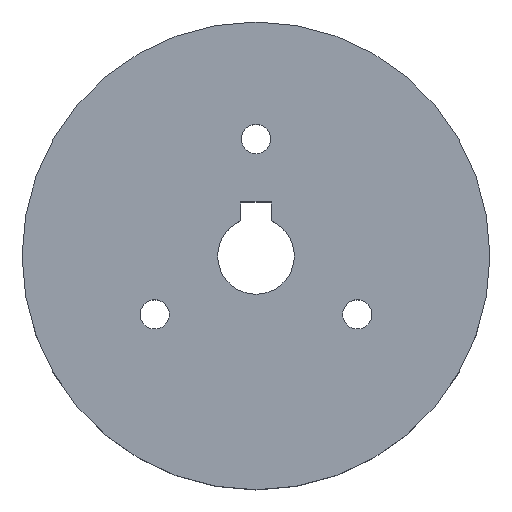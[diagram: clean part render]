
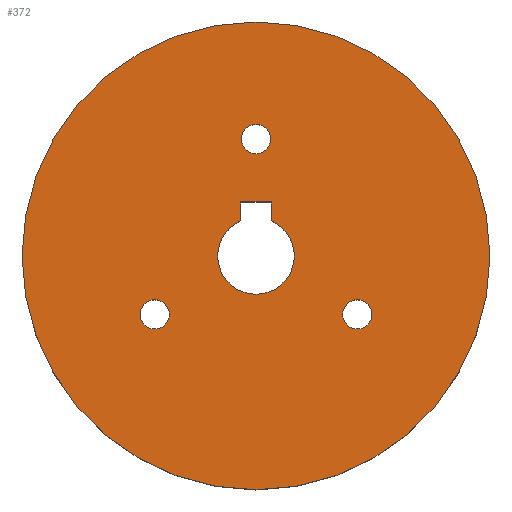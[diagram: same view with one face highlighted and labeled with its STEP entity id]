
A CAD part, top view. The second image highlights one B-rep face of the part: STEP entity #372.
In plain terms, the highlighted planar face has unit normal (0, 0, 1).
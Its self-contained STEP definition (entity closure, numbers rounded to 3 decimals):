
#8 = CARTESIAN_POINT ( 'NONE',  ( -7.41, -5., 10. ) ) ;
#10 = AXIS2_PLACEMENT_3D ( 'NONE', #498, #226, #420 ) ;
#15 = DIRECTION ( 'NONE',  ( 0., 0., 1. ) ) ;
#17 = DIRECTION ( 'NONE',  ( -1., 0., 0. ) ) ;
#18 = FACE_BOUND ( 'NONE', #193, .T. ) ;
#25 = DIRECTION ( 'NONE',  ( 1., 0., 0. ) ) ;
#26 = VERTEX_POINT ( 'NONE', #8 ) ;
#30 = DIRECTION ( 'NONE',  ( 0., 0., 1. ) ) ;
#38 = ORIENTED_EDGE ( 'NONE', *, *, #95, .F. ) ;
#40 = AXIS2_PLACEMENT_3D ( 'NONE', #443, #582, #25 ) ;
#41 = CARTESIAN_POINT ( 'NONE',  ( 20., 0., 10. ) ) ;
#45 = DIRECTION ( 'NONE',  ( 0., 0., 1. ) ) ;
#46 = EDGE_CURVE ( 'NONE', #520, #147, #49, .T. ) ;
#49 = LINE ( 'NONE', #236, #399 ) ;
#56 = DIRECTION ( 'NONE',  ( 0., 0., 1. ) ) ;
#70 = VECTOR ( 'NONE', #17, 1000. ) ;
#72 = CARTESIAN_POINT ( 'NONE',  ( 0., 4.616, 10. ) ) ;
#77 = ORIENTED_EDGE ( 'NONE', *, *, #278, .F. ) ;
#78 = AXIS2_PLACEMENT_3D ( 'NONE', #137, #15, #592 ) ;
#85 = CARTESIAN_POINT ( 'NONE',  ( -1.291, 4.616, 10. ) ) ;
#92 = CARTESIAN_POINT ( 'NONE',  ( 0., 10., 10. ) ) ;
#95 = EDGE_CURVE ( 'NONE', #512, #544, #543, .T. ) ;
#104 = ORIENTED_EDGE ( 'NONE', *, *, #446, .F. ) ;
#111 = VERTEX_POINT ( 'NONE', #363 ) ;
#113 = EDGE_CURVE ( 'NONE', #574, #421, #165, .T. ) ;
#114 = CARTESIAN_POINT ( 'NONE',  ( 0., 0., 10. ) ) ;
#118 = FACE_BOUND ( 'NONE', #491, .T. ) ;
#121 = FACE_BOUND ( 'NONE', #445, .T. ) ;
#126 = ORIENTED_EDGE ( 'NONE', *, *, #488, .T. ) ;
#131 = ORIENTED_EDGE ( 'NONE', *, *, #598, .F. ) ;
#137 = CARTESIAN_POINT ( 'NONE',  ( 0., 0., 10. ) ) ;
#141 = CIRCLE ( 'NONE', #556, 3.275 ) ;
#143 = VERTEX_POINT ( 'NONE', #403 ) ;
#144 = AXIS2_PLACEMENT_3D ( 'NONE', #340, #336, #469 ) ;
#147 = VERTEX_POINT ( 'NONE', #553 ) ;
#148 = CARTESIAN_POINT ( 'NONE',  ( 0., 10., 10. ) ) ;
#163 = CIRCLE ( 'NONE', #475, 1.25 ) ;
#164 = DIRECTION ( 'NONE',  ( 0., 0., 1. ) ) ;
#165 = CIRCLE ( 'NONE', #564, 1.25 ) ;
#167 = VERTEX_POINT ( 'NONE', #41 ) ;
#173 = AXIS2_PLACEMENT_3D ( 'NONE', #114, #164, #522 ) ;
#189 = VERTEX_POINT ( 'NONE', #243 ) ;
#193 = EDGE_LOOP ( 'NONE', ( #438, #561 ) ) ;
#195 = VECTOR ( 'NONE', #489, 1000. ) ;
#211 = AXIS2_PLACEMENT_3D ( 'NONE', #463, #548, #412 ) ;
#212 = CARTESIAN_POINT ( 'NONE',  ( 9.911, -5., 10. ) ) ;
#219 = EDGE_CURVE ( 'NONE', #147, #512, #434, .T. ) ;
#226 = DIRECTION ( 'NONE',  ( 0., 0., 1. ) ) ;
#236 = CARTESIAN_POINT ( 'NONE',  ( 1.291, 0., 10. ) ) ;
#243 = CARTESIAN_POINT ( 'NONE',  ( 7.41, -5., 10. ) ) ;
#250 = DIRECTION ( 'NONE',  ( 0., 0., 1. ) ) ;
#273 = CARTESIAN_POINT ( 'NONE',  ( -1.291, 0., 10. ) ) ;
#278 = EDGE_CURVE ( 'NONE', #189, #477, #406, .T. ) ;
#280 = CIRCLE ( 'NONE', #10, 3.275 ) ;
#287 = ORIENTED_EDGE ( 'NONE', *, *, #332, .T. ) ;
#288 = CIRCLE ( 'NONE', #78, 3.275 ) ;
#290 = ORIENTED_EDGE ( 'NONE', *, *, #381, .F. ) ;
#291 = ORIENTED_EDGE ( 'NONE', *, *, #219, .F. ) ;
#295 = FACE_BOUND ( 'NONE', #467, .T. ) ;
#299 = CARTESIAN_POINT ( 'NONE',  ( 0., 0., 10. ) ) ;
#300 = DIRECTION ( 'NONE',  ( 1., 0., 0. ) ) ;
#304 = CARTESIAN_POINT ( 'NONE',  ( 8.66, -5., 10. ) ) ;
#307 = DIRECTION ( 'NONE',  ( 1., 0., 0. ) ) ;
#310 = EDGE_CURVE ( 'NONE', #421, #574, #375, .T. ) ;
#332 = EDGE_CURVE ( 'NONE', #167, #514, #533, .T. ) ;
#336 = DIRECTION ( 'NONE',  ( 0., 0., 1. ) ) ;
#337 = CIRCLE ( 'NONE', #211, 1.25 ) ;
#340 = CARTESIAN_POINT ( 'NONE',  ( 8.66, -5., 10. ) ) ;
#342 = FACE_OUTER_BOUND ( 'NONE', #587, .T. ) ;
#357 = DIRECTION ( 'NONE',  ( 1., 0., 0. ) ) ;
#361 = ORIENTED_EDGE ( 'NONE', *, *, #46, .F. ) ;
#363 = CARTESIAN_POINT ( 'NONE',  ( -3.275, 0., 10. ) ) ;
#365 = CARTESIAN_POINT ( 'NONE',  ( -20., 0., 10. ) ) ;
#367 = CARTESIAN_POINT ( 'NONE',  ( -1.291, 3.01, 10. ) ) ;
#370 = CARTESIAN_POINT ( 'NONE',  ( 0., 0., 10. ) ) ;
#372 = ADVANCED_FACE ( 'NONE', ( #118, #295, #121, #342, #18 ), #440, .T. ) ;
#375 = CIRCLE ( 'NONE', #589, 1.25 ) ;
#376 = DIRECTION ( 'NONE',  ( 0., 1., 0. ) ) ;
#380 = CIRCLE ( 'NONE', #536, 20. ) ;
#381 = EDGE_CURVE ( 'NONE', #477, #189, #163, .T. ) ;
#384 = DIRECTION ( 'NONE',  ( 1., 0., 0. ) ) ;
#385 = CARTESIAN_POINT ( 'NONE',  ( 1.25, 10., 10. ) ) ;
#388 = DIRECTION ( 'NONE',  ( 1., 0., 0. ) ) ;
#397 = CARTESIAN_POINT ( 'NONE',  ( -9.911, -5., 10. ) ) ;
#399 = VECTOR ( 'NONE', #376, 1000. ) ;
#400 = CIRCLE ( 'NONE', #40, 1.25 ) ;
#403 = CARTESIAN_POINT ( 'NONE',  ( 3.275, 0., 10. ) ) ;
#404 = ORIENTED_EDGE ( 'NONE', *, *, #490, .F. ) ;
#406 = CIRCLE ( 'NONE', #144, 1.25 ) ;
#412 = DIRECTION ( 'NONE',  ( 1., 0., 0. ) ) ;
#420 = DIRECTION ( 'NONE',  ( 1., 0., 0. ) ) ;
#421 = VERTEX_POINT ( 'NONE', #385 ) ;
#423 = VERTEX_POINT ( 'NONE', #397 ) ;
#434 = LINE ( 'NONE', #72, #70 ) ;
#438 = ORIENTED_EDGE ( 'NONE', *, *, #552, .F. ) ;
#440 = PLANE ( 'NONE',  #173 ) ;
#443 = CARTESIAN_POINT ( 'NONE',  ( -8.66, -5., 10. ) ) ;
#445 = EDGE_LOOP ( 'NONE', ( #77, #290 ) ) ;
#446 = EDGE_CURVE ( 'NONE', #544, #111, #141, .T. ) ;
#447 = ORIENTED_EDGE ( 'NONE', *, *, #310, .F. ) ;
#457 = CARTESIAN_POINT ( 'NONE',  ( -1.25, 10., 10. ) ) ;
#463 = CARTESIAN_POINT ( 'NONE',  ( -8.66, -5., 10. ) ) ;
#467 = EDGE_LOOP ( 'NONE', ( #516, #447 ) ) ;
#469 = DIRECTION ( 'NONE',  ( 1., 0., 0. ) ) ;
#470 = EDGE_CURVE ( 'NONE', #26, #423, #400, .T. ) ;
#475 = AXIS2_PLACEMENT_3D ( 'NONE', #304, #250, #300 ) ;
#477 = VERTEX_POINT ( 'NONE', #212 ) ;
#480 = AXIS2_PLACEMENT_3D ( 'NONE', #299, #56, #384 ) ;
#488 = EDGE_CURVE ( 'NONE', #514, #167, #380, .T. ) ;
#489 = DIRECTION ( 'NONE',  ( 0., -1., 0. ) ) ;
#490 = EDGE_CURVE ( 'NONE', #111, #143, #280, .T. ) ;
#491 = EDGE_LOOP ( 'NONE', ( #38, #291, #361, #131, #404, #104 ) ) ;
#498 = CARTESIAN_POINT ( 'NONE',  ( 0., 0., 10. ) ) ;
#504 = CARTESIAN_POINT ( 'NONE',  ( 1.291, 3.01, 10. ) ) ;
#512 = VERTEX_POINT ( 'NONE', #85 ) ;
#514 = VERTEX_POINT ( 'NONE', #365 ) ;
#516 = ORIENTED_EDGE ( 'NONE', *, *, #113, .F. ) ;
#518 = DIRECTION ( 'NONE',  ( 0., 0., 1. ) ) ;
#520 = VERTEX_POINT ( 'NONE', #504 ) ;
#522 = DIRECTION ( 'NONE',  ( 1., 0., 0. ) ) ;
#533 = CIRCLE ( 'NONE', #480, 20. ) ;
#536 = AXIS2_PLACEMENT_3D ( 'NONE', #370, #45, #554 ) ;
#543 = LINE ( 'NONE', #273, #195 ) ;
#544 = VERTEX_POINT ( 'NONE', #367 ) ;
#548 = DIRECTION ( 'NONE',  ( 0., 0., 1. ) ) ;
#552 = EDGE_CURVE ( 'NONE', #423, #26, #337, .T. ) ;
#553 = CARTESIAN_POINT ( 'NONE',  ( 1.291, 4.616, 10. ) ) ;
#554 = DIRECTION ( 'NONE',  ( 1., 0., 0. ) ) ;
#556 = AXIS2_PLACEMENT_3D ( 'NONE', #576, #578, #307 ) ;
#561 = ORIENTED_EDGE ( 'NONE', *, *, #470, .F. ) ;
#564 = AXIS2_PLACEMENT_3D ( 'NONE', #92, #30, #357 ) ;
#574 = VERTEX_POINT ( 'NONE', #457 ) ;
#576 = CARTESIAN_POINT ( 'NONE',  ( 0., 0., 10. ) ) ;
#578 = DIRECTION ( 'NONE',  ( 0., 0., 1. ) ) ;
#582 = DIRECTION ( 'NONE',  ( 0., 0., 1. ) ) ;
#587 = EDGE_LOOP ( 'NONE', ( #126, #287 ) ) ;
#589 = AXIS2_PLACEMENT_3D ( 'NONE', #148, #518, #388 ) ;
#592 = DIRECTION ( 'NONE',  ( 1., 0., 0. ) ) ;
#598 = EDGE_CURVE ( 'NONE', #143, #520, #288, .T. ) ;
